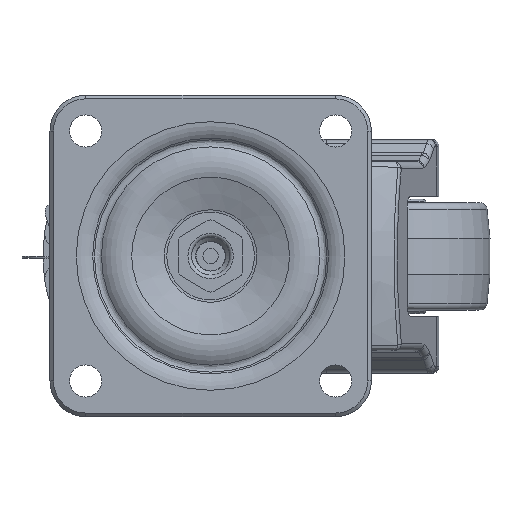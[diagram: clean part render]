
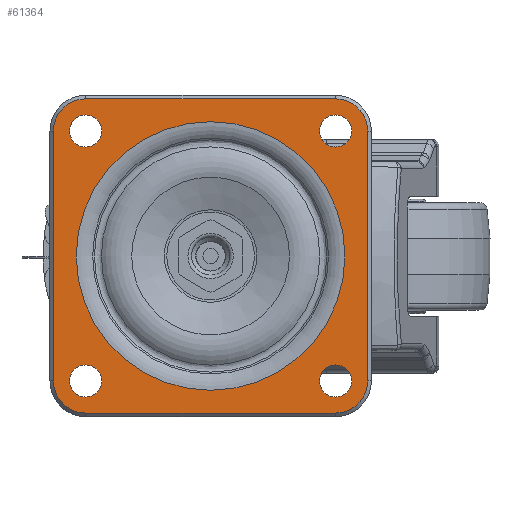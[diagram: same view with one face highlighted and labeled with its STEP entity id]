
A CAD part, top view. The second image highlights one B-rep face of the part: STEP entity #61364.
In plain terms, the highlighted planar face has unit normal (0, 0, 1).
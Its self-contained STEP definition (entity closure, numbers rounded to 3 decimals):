
#60906=CARTESIAN_POINT('',(16.425,-35.0,48.99));
#60907=VERTEX_POINT('',#60906);
#60908=CARTESIAN_POINT('',(20.925,-35.0,48.99));
#60909=DIRECTION('',(0.0,0.0,-1.0));
#60910=DIRECTION('',(1.0,0.0,0.0));
#60911=AXIS2_PLACEMENT_3D('',#60908,#60909,#60910);
#60912=CIRCLE('',#60911,4.5);
#60913=EDGE_CURVE('',#60907,#60907,#60912,.T.);
#60926=CARTESIAN_POINT('',(16.425,35.0,48.99));
#60927=VERTEX_POINT('',#60926);
#60928=CARTESIAN_POINT('',(20.925,35.0,48.99));
#60929=DIRECTION('',(0.0,0.0,-1.0));
#60930=DIRECTION('',(1.0,0.0,0.0));
#60931=AXIS2_PLACEMENT_3D('',#60928,#60929,#60930);
#60932=CIRCLE('',#60931,4.5);
#60933=EDGE_CURVE('',#60927,#60927,#60932,.T.);
#60946=CARTESIAN_POINT('',(-53.575,-35.0,48.99));
#60947=VERTEX_POINT('',#60946);
#60948=CARTESIAN_POINT('',(-49.075,-35.0,48.99));
#60949=DIRECTION('',(0.0,0.0,-1.0));
#60950=DIRECTION('',(1.0,0.0,0.0));
#60951=AXIS2_PLACEMENT_3D('',#60948,#60949,#60950);
#60952=CIRCLE('',#60951,4.5);
#60953=EDGE_CURVE('',#60947,#60947,#60952,.T.);
#60966=CARTESIAN_POINT('',(-53.575,35.0,48.99));
#60967=VERTEX_POINT('',#60966);
#60968=CARTESIAN_POINT('',(-49.075,35.0,48.99));
#60969=DIRECTION('',(0.0,0.0,-1.0));
#60970=DIRECTION('',(1.0,0.0,0.0));
#60971=AXIS2_PLACEMENT_3D('',#60968,#60969,#60970);
#60972=CIRCLE('',#60971,4.5);
#60973=EDGE_CURVE('',#60967,#60967,#60972,.T.);
#61266=CARTESIAN_POINT('',(-51.885,0.,48.99));
#61267=DIRECTION('',(0.0,0.0,1.0));
#61268=DIRECTION('',(1.0,0.0,0.0));
#61269=AXIS2_PLACEMENT_3D('',#61266,#61267,#61268);
#61270=PLANE('',#61269);
#61271=CARTESIAN_POINT('',(20.925,-44.0,48.99));
#61272=VERTEX_POINT('',#61271);
#61273=CARTESIAN_POINT('',(-49.075,-44.0,48.99));
#61274=VERTEX_POINT('',#61273);
#61275=CARTESIAN_POINT('',(20.925,-44.0,48.99));
#61276=DIRECTION('',(-1.0,0.0,0.0));
#61277=VECTOR('',#61276,70.0);
#61278=LINE('',#61275,#61277);
#61279=EDGE_CURVE('',#61272,#61274,#61278,.T.);
#61280=ORIENTED_EDGE('',*,*,#61279,.F.);
#61281=CARTESIAN_POINT('',(29.925,-35.0,48.99));
#61282=VERTEX_POINT('',#61281);
#61283=CARTESIAN_POINT('',(20.925,-35.0,48.99));
#61284=DIRECTION('',(0.0,0.0,-1.));
#61285=DIRECTION('',(0.707,-0.707,0.0));
#61286=AXIS2_PLACEMENT_3D('',#61283,#61284,#61285);
#61287=CIRCLE('',#61286,9.);
#61288=EDGE_CURVE('',#61282,#61272,#61287,.T.);
#61289=ORIENTED_EDGE('',*,*,#61288,.F.);
#61290=CARTESIAN_POINT('',(29.925,35.0,48.99));
#61291=VERTEX_POINT('',#61290);
#61292=CARTESIAN_POINT('',(29.925,35.0,48.99));
#61293=DIRECTION('',(0.0,-1.0,0.0));
#61294=VECTOR('',#61293,70.0);
#61295=LINE('',#61292,#61294);
#61296=EDGE_CURVE('',#61291,#61282,#61295,.T.);
#61297=ORIENTED_EDGE('',*,*,#61296,.F.);
#61298=CARTESIAN_POINT('',(20.925,44.0,48.99));
#61299=VERTEX_POINT('',#61298);
#61300=CARTESIAN_POINT('',(20.925,35.0,48.99));
#61301=DIRECTION('',(0.0,0.0,-1.));
#61302=DIRECTION('',(0.707,0.707,0.0));
#61303=AXIS2_PLACEMENT_3D('',#61300,#61301,#61302);
#61304=CIRCLE('',#61303,9.);
#61305=EDGE_CURVE('',#61299,#61291,#61304,.T.);
#61306=ORIENTED_EDGE('',*,*,#61305,.F.);
#61307=CARTESIAN_POINT('',(-49.075,44.0,48.99));
#61308=VERTEX_POINT('',#61307);
#61309=CARTESIAN_POINT('',(-49.075,44.0,48.99));
#61310=DIRECTION('',(1.0,0.0,0.0));
#61311=VECTOR('',#61310,70.0);
#61312=LINE('',#61309,#61311);
#61313=EDGE_CURVE('',#61308,#61299,#61312,.T.);
#61314=ORIENTED_EDGE('',*,*,#61313,.F.);
#61315=CARTESIAN_POINT('',(-58.075,35.0,48.99));
#61316=VERTEX_POINT('',#61315);
#61317=CARTESIAN_POINT('',(-49.075,35.0,48.99));
#61318=DIRECTION('',(0.0,0.0,-1.));
#61319=DIRECTION('',(-0.707,0.707,0.0));
#61320=AXIS2_PLACEMENT_3D('',#61317,#61318,#61319);
#61321=CIRCLE('',#61320,9.);
#61322=EDGE_CURVE('',#61316,#61308,#61321,.T.);
#61323=ORIENTED_EDGE('',*,*,#61322,.F.);
#61324=CARTESIAN_POINT('',(-58.075,-35.0,48.99));
#61325=VERTEX_POINT('',#61324);
#61326=CARTESIAN_POINT('',(-58.075,-35.0,48.99));
#61327=DIRECTION('',(0.0,1.0,0.0));
#61328=VECTOR('',#61327,70.0);
#61329=LINE('',#61326,#61328);
#61330=EDGE_CURVE('',#61325,#61316,#61329,.T.);
#61331=ORIENTED_EDGE('',*,*,#61330,.F.);
#61332=CARTESIAN_POINT('',(-49.075,-35.0,48.99));
#61333=DIRECTION('',(0.0,0.0,-1.));
#61334=DIRECTION('',(-0.707,-0.707,0.0));
#61335=AXIS2_PLACEMENT_3D('',#61332,#61333,#61334);
#61336=CIRCLE('',#61335,9.);
#61337=EDGE_CURVE('',#61274,#61325,#61336,.T.);
#61338=ORIENTED_EDGE('',*,*,#61337,.F.);
#61339=EDGE_LOOP('',(#61280,#61289,#61297,#61306,#61314,#61323,#61331,#61338));
#61340=FACE_OUTER_BOUND('',#61339,.T.);
#61341=CARTESIAN_POINT('',(23.544,0.,48.99));
#61342=VERTEX_POINT('',#61341);
#61343=CARTESIAN_POINT('',(-14.075,0.,48.99));
#61344=DIRECTION('',(0.0,0.0,1.0));
#61345=DIRECTION('',(-1.0,0.0,0.0));
#61346=AXIS2_PLACEMENT_3D('',#61343,#61344,#61345);
#61347=CIRCLE('',#61346,37.619);
#61348=EDGE_CURVE('',#61342,#61342,#61347,.T.);
#61349=ORIENTED_EDGE('',*,*,#61348,.F.);
#61350=EDGE_LOOP('',(#61349));
#61351=FACE_BOUND('',#61350,.T.);
#61352=ORIENTED_EDGE('',*,*,#60913,.T.);
#61353=EDGE_LOOP('',(#61352));
#61354=FACE_BOUND('',#61353,.T.);
#61355=ORIENTED_EDGE('',*,*,#60933,.T.);
#61356=EDGE_LOOP('',(#61355));
#61357=FACE_BOUND('',#61356,.T.);
#61358=ORIENTED_EDGE('',*,*,#60953,.T.);
#61359=EDGE_LOOP('',(#61358));
#61360=FACE_BOUND('',#61359,.T.);
#61361=ORIENTED_EDGE('',*,*,#60973,.T.);
#61362=EDGE_LOOP('',(#61361));
#61363=FACE_BOUND('',#61362,.T.);
#61364=ADVANCED_FACE('',(#61340,#61351,#61354,#61357,#61360,#61363),#61270,.T.);
